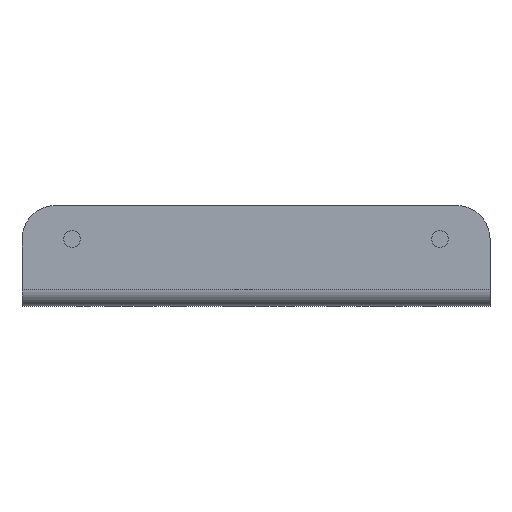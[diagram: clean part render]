
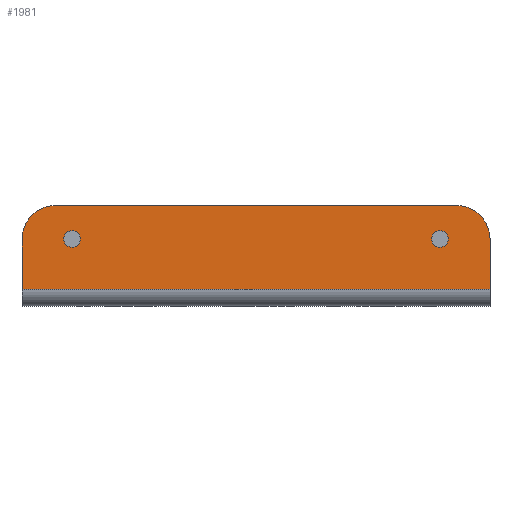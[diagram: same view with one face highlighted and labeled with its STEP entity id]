
A CAD part, top view. The second image highlights one B-rep face of the part: STEP entity #1981.
In plain terms, the highlighted planar face has unit normal (0, 0, 1).
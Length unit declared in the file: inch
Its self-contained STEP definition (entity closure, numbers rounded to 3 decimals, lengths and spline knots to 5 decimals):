
#31 = LINE ( 'NONE', #820, #871 ) ;
#64 = DIRECTION ( 'NONE',  ( -1., 0., 0. ) ) ;
#67 = ORIENTED_EDGE ( 'NONE', *, *, #438, .T. ) ;
#100 = DIRECTION ( 'NONE',  ( 0., 0., 1. ) ) ;
#172 = VERTEX_POINT ( 'NONE', #1145 ) ;
#186 = FACE_BOUND ( 'NONE', #678, .T. ) ;
#207 = EDGE_CURVE ( 'NONE', #1336, #1697, #1060, .T. ) ;
#209 = ORIENTED_EDGE ( 'NONE', *, *, #1157, .T. ) ;
#240 = VECTOR ( 'NONE', #64, 39.37008 ) ;
#263 = LINE ( 'NONE', #1940, #240 ) ;
#315 = CIRCLE ( 'NONE', #1574, 0.5 ) ;
#362 = AXIS2_PLACEMENT_3D ( 'NONE', #493, #1436, #1579 ) ;
#378 = CARTESIAN_POINT ( 'NONE',  ( 3., 1., 2.75 ) ) ;
#400 = EDGE_CURVE ( 'NONE', #1837, #1137, #1165, .T. ) ;
#409 = CIRCLE ( 'NONE', #362, 0.125 ) ;
#417 = DIRECTION ( 'NONE',  ( -1., 0., 0. ) ) ;
#438 = EDGE_CURVE ( 'NONE', #1408, #825, #315, .T. ) ;
#449 = CARTESIAN_POINT ( 'NONE',  ( -3.5, 1., 2.75 ) ) ;
#493 = CARTESIAN_POINT ( 'NONE',  ( -2.75, 1., 2.75 ) ) ;
#499 = DIRECTION ( 'NONE',  ( -1., 0., 0. ) ) ;
#509 = CARTESIAN_POINT ( 'NONE',  ( 2.75, 1., 2.75 ) ) ;
#590 = EDGE_CURVE ( 'NONE', #172, #1408, #1002, .T. ) ;
#609 = VERTEX_POINT ( 'NONE', #1326 ) ;
#617 = FACE_BOUND ( 'NONE', #656, .T. ) ;
#656 = EDGE_LOOP ( 'NONE', ( #209, #1369 ) ) ;
#657 = ORIENTED_EDGE ( 'NONE', *, *, #1482, .T. ) ;
#678 = EDGE_LOOP ( 'NONE', ( #657, #1022 ) ) ;
#686 = DIRECTION ( 'NONE',  ( 0., 0., 1. ) ) ;
#689 = EDGE_CURVE ( 'NONE', #947, #1837, #1638, .T. ) ;
#690 = ORIENTED_EDGE ( 'NONE', *, *, #1629, .F. ) ;
#751 = CARTESIAN_POINT ( 'NONE',  ( -3.5, 0., 2.75 ) ) ;
#768 = CARTESIAN_POINT ( 'NONE',  ( 3.5, 1., 2.75 ) ) ;
#816 = CARTESIAN_POINT ( 'NONE',  ( -3.5, 0.25, 2.75 ) ) ;
#820 = CARTESIAN_POINT ( 'NONE',  ( -3.5, 0.25, 2.75 ) ) ;
#822 = DIRECTION ( 'NONE',  ( 0., 0., -1. ) ) ;
#823 = CARTESIAN_POINT ( 'NONE',  ( 2.625, 1., 2.75 ) ) ;
#825 = VERTEX_POINT ( 'NONE', #1011 ) ;
#849 = EDGE_CURVE ( 'NONE', #825, #947, #263, .T. ) ;
#871 = VECTOR ( 'NONE', #1561, 39.37008 ) ;
#890 = VERTEX_POINT ( 'NONE', #1796 ) ;
#926 = CIRCLE ( 'NONE', #1947, 0.125 ) ;
#947 = VERTEX_POINT ( 'NONE', #1346 ) ;
#1002 = LINE ( 'NONE', #1806, #1043 ) ;
#1004 = AXIS2_PLACEMENT_3D ( 'NONE', #1971, #100, #417 ) ;
#1011 = CARTESIAN_POINT ( 'NONE',  ( 3., 1.5, 2.75 ) ) ;
#1022 = ORIENTED_EDGE ( 'NONE', *, *, #1553, .T. ) ;
#1043 = VECTOR ( 'NONE', #1347, 39.37008 ) ;
#1060 = CIRCLE ( 'NONE', #1270, 0.125 ) ;
#1081 = PLANE ( 'NONE',  #1393 ) ;
#1095 = CARTESIAN_POINT ( 'NONE',  ( -2.75, 1., 2.75 ) ) ;
#1108 = DIRECTION ( 'NONE',  ( 0., 0., -1. ) ) ;
#1120 = ORIENTED_EDGE ( 'NONE', *, *, #400, .T. ) ;
#1137 = VERTEX_POINT ( 'NONE', #816 ) ;
#1145 = CARTESIAN_POINT ( 'NONE',  ( 3.5, 0.25, 2.75 ) ) ;
#1157 = EDGE_CURVE ( 'NONE', #1697, #1336, #926, .T. ) ;
#1165 = LINE ( 'NONE', #751, #1614 ) ;
#1175 = FACE_OUTER_BOUND ( 'NONE', #1688, .T. ) ;
#1181 = CIRCLE ( 'NONE', #1524, 0.125 ) ;
#1232 = ORIENTED_EDGE ( 'NONE', *, *, #849, .T. ) ;
#1233 = CARTESIAN_POINT ( 'NONE',  ( 0., 0., 2.75 ) ) ;
#1270 = AXIS2_PLACEMENT_3D ( 'NONE', #509, #1750, #1606 ) ;
#1283 = ORIENTED_EDGE ( 'NONE', *, *, #590, .T. ) ;
#1326 = CARTESIAN_POINT ( 'NONE',  ( -2.875, 1., 2.75 ) ) ;
#1336 = VERTEX_POINT ( 'NONE', #1974 ) ;
#1346 = CARTESIAN_POINT ( 'NONE',  ( -3., 1.5, 2.75 ) ) ;
#1347 = DIRECTION ( 'NONE',  ( 0., 1., 0. ) ) ;
#1369 = ORIENTED_EDGE ( 'NONE', *, *, #207, .T. ) ;
#1380 = ORIENTED_EDGE ( 'NONE', *, *, #689, .T. ) ;
#1386 = DIRECTION ( 'NONE',  ( -1., 0., 0. ) ) ;
#1393 = AXIS2_PLACEMENT_3D ( 'NONE', #1233, #1541, #1386 ) ;
#1408 = VERTEX_POINT ( 'NONE', #768 ) ;
#1435 = CARTESIAN_POINT ( 'NONE',  ( 2.75, 1., 2.75 ) ) ;
#1436 = DIRECTION ( 'NONE',  ( 0., 0., -1. ) ) ;
#1482 = EDGE_CURVE ( 'NONE', #609, #890, #1181, .T. ) ;
#1524 = AXIS2_PLACEMENT_3D ( 'NONE', #1095, #1108, #1703 ) ;
#1541 = DIRECTION ( 'NONE',  ( 0., 0., -1. ) ) ;
#1553 = EDGE_CURVE ( 'NONE', #890, #609, #409, .T. ) ;
#1561 = DIRECTION ( 'NONE',  ( -1., 0., 0. ) ) ;
#1574 = AXIS2_PLACEMENT_3D ( 'NONE', #378, #686, #1609 ) ;
#1579 = DIRECTION ( 'NONE',  ( -1., 0., 0. ) ) ;
#1606 = DIRECTION ( 'NONE',  ( -1., 0., 0. ) ) ;
#1609 = DIRECTION ( 'NONE',  ( -1., 0., 0. ) ) ;
#1614 = VECTOR ( 'NONE', #1967, 39.37008 ) ;
#1629 = EDGE_CURVE ( 'NONE', #172, #1137, #31, .T. ) ;
#1638 = CIRCLE ( 'NONE', #1004, 0.5 ) ;
#1688 = EDGE_LOOP ( 'NONE', ( #1232, #1380, #1120, #690, #1283, #67 ) ) ;
#1697 = VERTEX_POINT ( 'NONE', #823 ) ;
#1703 = DIRECTION ( 'NONE',  ( -1., 0., 0. ) ) ;
#1750 = DIRECTION ( 'NONE',  ( 0., 0., -1. ) ) ;
#1796 = CARTESIAN_POINT ( 'NONE',  ( -2.625, 1., 2.75 ) ) ;
#1806 = CARTESIAN_POINT ( 'NONE',  ( 3.5, 0., 2.75 ) ) ;
#1837 = VERTEX_POINT ( 'NONE', #449 ) ;
#1940 = CARTESIAN_POINT ( 'NONE',  ( 0., 1.5, 2.75 ) ) ;
#1947 = AXIS2_PLACEMENT_3D ( 'NONE', #1435, #822, #499 ) ;
#1967 = DIRECTION ( 'NONE',  ( 0., -1., 0. ) ) ;
#1971 = CARTESIAN_POINT ( 'NONE',  ( -3., 1., 2.75 ) ) ;
#1974 = CARTESIAN_POINT ( 'NONE',  ( 2.875, 1., 2.75 ) ) ;
#1981 = ADVANCED_FACE ( 'NONE', ( #617, #186, #1175 ), #1081, .F. ) ;
